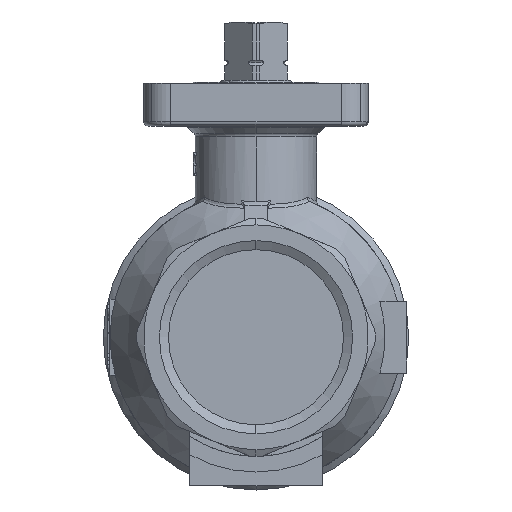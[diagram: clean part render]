
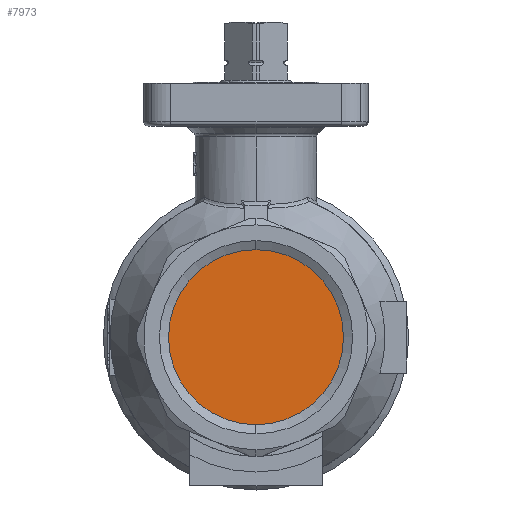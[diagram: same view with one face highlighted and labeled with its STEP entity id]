
A CAD part, left-side view. The second image highlights one B-rep face of the part: STEP entity #7973.
In plain terms, the highlighted planar face has unit normal (-1, 0, 0).
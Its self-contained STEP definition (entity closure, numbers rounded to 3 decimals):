
#3452=CARTESIAN_POINT('',(-30.,0.,-19.476));
#3453=VERTEX_POINT('',#3452);
#3460=CARTESIAN_POINT('',(-30.,0.,19.476));
#3461=VERTEX_POINT('',#3460);
#3462=CARTESIAN_POINT('',(-30.,0.,-0.));
#3463=DIRECTION('',(1.,-0.,0.));
#3464=DIRECTION('',(0.,0.,-1.));
#3465=AXIS2_PLACEMENT_3D('',#3462,#3463,#3464);
#3466=CIRCLE('',#3465,19.476);
#3467=EDGE_CURVE('',#3453,#3461,#3466,.T.);
#7958=CARTESIAN_POINT('',(-30.,0.,-17.738));
#7959=DIRECTION('',(1.,-0.,0.));
#7960=DIRECTION('',(-0.,-0.,1.));
#7961=AXIS2_PLACEMENT_3D('',#7958,#7959,#7960);
#7962=PLANE('',#7961);
#7963=CARTESIAN_POINT('',(-30.,0.,-0.));
#7964=DIRECTION('',(1.,-0.,0.));
#7965=DIRECTION('',(0.,0.,-1.));
#7966=AXIS2_PLACEMENT_3D('',#7963,#7964,#7965);
#7967=CIRCLE('',#7966,19.476);
#7968=EDGE_CURVE('',#3461,#3453,#7967,.T.);
#7969=ORIENTED_EDGE('',*,*,#7968,.F.);
#7970=ORIENTED_EDGE('',*,*,#3467,.F.);
#7971=EDGE_LOOP('',(#7969,#7970));
#7972=FACE_BOUND('',#7971,.T.);
#7973=ADVANCED_FACE('',(#7972),#7962,.F.);
